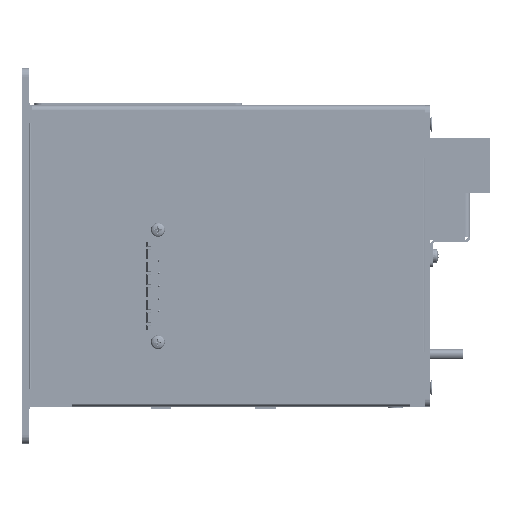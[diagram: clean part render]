
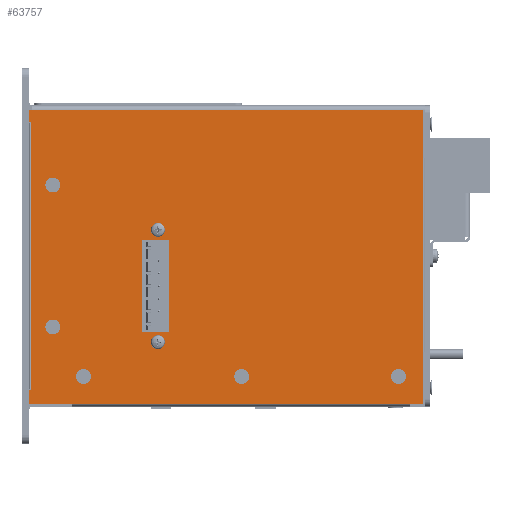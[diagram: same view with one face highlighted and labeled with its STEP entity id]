
A CAD part, left-side view. The second image highlights one B-rep face of the part: STEP entity #63757.
In plain terms, the highlighted planar face has unit normal (-1, 0, 0).
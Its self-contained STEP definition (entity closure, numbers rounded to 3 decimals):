
#3401=FACE_BOUND('',#9595,.T.);
#3402=FACE_BOUND('',#9596,.T.);
#3403=FACE_BOUND('',#9597,.T.);
#3404=FACE_BOUND('',#9598,.T.);
#3405=FACE_BOUND('',#9599,.T.);
#3406=FACE_BOUND('',#9600,.T.);
#3407=FACE_BOUND('',#9601,.T.);
#3408=FACE_BOUND('',#9602,.T.);
#4090=CIRCLE('',#68029,2.55);
#4091=CIRCLE('',#68030,2.55);
#4092=CIRCLE('',#68031,2.55);
#4093=CIRCLE('',#68032,1.75);
#4094=CIRCLE('',#68033,1.75);
#4095=CIRCLE('',#68034,2.55);
#4096=CIRCLE('',#68035,2.55);
#6003=FACE_OUTER_BOUND('',#9594,.T.);
#9594=EDGE_LOOP('',(#42730,#42731,#42732,#42733,#42734,#42735,#42736,#42737,
#42738));
#9595=EDGE_LOOP('',(#42739));
#9596=EDGE_LOOP('',(#42740));
#9597=EDGE_LOOP('',(#42741));
#9598=EDGE_LOOP('',(#42742));
#9599=EDGE_LOOP('',(#42743));
#9600=EDGE_LOOP('',(#42744,#42745,#42746,#42747));
#9601=EDGE_LOOP('',(#42748));
#9602=EDGE_LOOP('',(#42749));
#13874=LINE('',#92379,#20818);
#13883=LINE('',#92397,#20827);
#13886=LINE('',#92403,#20830);
#13888=LINE('',#92407,#20832);
#13889=LINE('',#92409,#20833);
#13890=LINE('',#92411,#20834);
#13891=LINE('',#92413,#20835);
#13892=LINE('',#92415,#20836);
#13893=LINE('',#92416,#20837);
#13894=LINE('',#92429,#20838);
#13895=LINE('',#92431,#20839);
#13896=LINE('',#92433,#20840);
#13897=LINE('',#92434,#20841);
#20818=VECTOR('',#73834,10.);
#20827=VECTOR('',#73849,10.);
#20830=VECTOR('',#73854,10.);
#20832=VECTOR('',#73858,1.44);
#20833=VECTOR('',#73859,10.);
#20834=VECTOR('',#73860,10.);
#20835=VECTOR('',#73861,10.);
#20836=VECTOR('',#73862,10.);
#20837=VECTOR('',#73863,1.44);
#20838=VECTOR('',#73874,10.);
#20839=VECTOR('',#73875,10.);
#20840=VECTOR('',#73876,10.);
#20841=VECTOR('',#73877,10.);
#27762=VERTEX_POINT('',#92376);
#27763=VERTEX_POINT('',#92378);
#27769=VERTEX_POINT('',#92396);
#27771=VERTEX_POINT('',#92402);
#27772=VERTEX_POINT('',#92406);
#27773=VERTEX_POINT('',#92408);
#27774=VERTEX_POINT('',#92410);
#27775=VERTEX_POINT('',#92412);
#27776=VERTEX_POINT('',#92414);
#27777=VERTEX_POINT('',#92417);
#27778=VERTEX_POINT('',#92419);
#27779=VERTEX_POINT('',#92421);
#27780=VERTEX_POINT('',#92423);
#27781=VERTEX_POINT('',#92425);
#27782=VERTEX_POINT('',#92427);
#27783=VERTEX_POINT('',#92428);
#27784=VERTEX_POINT('',#92430);
#27785=VERTEX_POINT('',#92432);
#27786=VERTEX_POINT('',#92435);
#27787=VERTEX_POINT('',#92437);
#33593=EDGE_CURVE('',#27763,#27762,#13874,.T.);
#33602=EDGE_CURVE('',#27769,#27763,#13883,.T.);
#33605=EDGE_CURVE('',#27771,#27769,#13886,.T.);
#33607=EDGE_CURVE('',#27772,#27762,#13888,.T.);
#33608=EDGE_CURVE('',#27773,#27772,#13889,.T.);
#33609=EDGE_CURVE('',#27774,#27773,#13890,.T.);
#33610=EDGE_CURVE('',#27774,#27775,#13891,.T.);
#33611=EDGE_CURVE('',#27775,#27776,#13892,.T.);
#33612=EDGE_CURVE('',#27771,#27776,#13893,.T.);
#33613=EDGE_CURVE('',#27777,#27777,#4090,.T.);
#33614=EDGE_CURVE('',#27778,#27778,#4091,.T.);
#33615=EDGE_CURVE('',#27779,#27779,#4092,.T.);
#33616=EDGE_CURVE('',#27780,#27780,#4093,.T.);
#33617=EDGE_CURVE('',#27781,#27781,#4094,.T.);
#33618=EDGE_CURVE('',#27782,#27783,#13894,.T.);
#33619=EDGE_CURVE('',#27783,#27784,#13895,.T.);
#33620=EDGE_CURVE('',#27784,#27785,#13896,.T.);
#33621=EDGE_CURVE('',#27785,#27782,#13897,.T.);
#33622=EDGE_CURVE('',#27786,#27786,#4095,.T.);
#33623=EDGE_CURVE('',#27787,#27787,#4096,.T.);
#42730=ORIENTED_EDGE('',*,*,#33605,.T.);
#42731=ORIENTED_EDGE('',*,*,#33602,.T.);
#42732=ORIENTED_EDGE('',*,*,#33593,.T.);
#42733=ORIENTED_EDGE('',*,*,#33607,.F.);
#42734=ORIENTED_EDGE('',*,*,#33608,.F.);
#42735=ORIENTED_EDGE('',*,*,#33609,.F.);
#42736=ORIENTED_EDGE('',*,*,#33610,.T.);
#42737=ORIENTED_EDGE('',*,*,#33611,.T.);
#42738=ORIENTED_EDGE('',*,*,#33612,.F.);
#42739=ORIENTED_EDGE('',*,*,#33613,.F.);
#42740=ORIENTED_EDGE('',*,*,#33614,.F.);
#42741=ORIENTED_EDGE('',*,*,#33615,.F.);
#42742=ORIENTED_EDGE('',*,*,#33616,.T.);
#42743=ORIENTED_EDGE('',*,*,#33617,.T.);
#42744=ORIENTED_EDGE('',*,*,#33618,.T.);
#42745=ORIENTED_EDGE('',*,*,#33619,.T.);
#42746=ORIENTED_EDGE('',*,*,#33620,.T.);
#42747=ORIENTED_EDGE('',*,*,#33621,.T.);
#42748=ORIENTED_EDGE('',*,*,#33622,.F.);
#42749=ORIENTED_EDGE('',*,*,#33623,.F.);
#60950=PLANE('',#68028);
#63757=ADVANCED_FACE('',(#6003,#3401,#3402,#3403,#3404,#3405,#3406,#3407,
#3408),#60950,.T.);
#68028=AXIS2_PLACEMENT_3D('',#92405,#73856,#73857);
#68029=AXIS2_PLACEMENT_3D('',#92418,#73864,#73865);
#68030=AXIS2_PLACEMENT_3D('',#92420,#73866,#73867);
#68031=AXIS2_PLACEMENT_3D('',#92422,#73868,#73869);
#68032=AXIS2_PLACEMENT_3D('',#92424,#73870,#73871);
#68033=AXIS2_PLACEMENT_3D('',#92426,#73872,#73873);
#68034=AXIS2_PLACEMENT_3D('',#92436,#73878,#73879);
#68035=AXIS2_PLACEMENT_3D('',#92438,#73880,#73881);
#73834=DIRECTION('',(0.,1.,0.));
#73849=DIRECTION('',(0.,0.,-1.));
#73854=DIRECTION('',(0.,-1.,0.));
#73856=DIRECTION('center_axis',(-1.,0.,0.));
#73857=DIRECTION('ref_axis',(0.,0.,
1.));
#73858=DIRECTION('',(0.,0.,1.));
#73859=DIRECTION('',(0.,1.,0.));
#73860=DIRECTION('',(0.,0.,-1.));
#73861=DIRECTION('',(0.,1.,0.));
#73862=DIRECTION('',(0.,1.,0.));
#73863=DIRECTION('',(0.,0.,1.));
#73864=DIRECTION('center_axis',(-1.,0.,0.));
#73865=DIRECTION('ref_axis',(0.,0.,
-1.));
#73866=DIRECTION('center_axis',(-1.,0.,0.));
#73867=DIRECTION('ref_axis',(0.,0.,
-1.));
#73868=DIRECTION('center_axis',(-1.,0.,0.));
#73869=DIRECTION('ref_axis',(0.,0.,
-1.));
#73870=DIRECTION('center_axis',(1.,0.,0.));
#73871=DIRECTION('ref_axis',(0.,0.,-1.));
#73872=DIRECTION('center_axis',(1.,0.,0.));
#73873=DIRECTION('ref_axis',(0.,0.,-1.));
#73874=DIRECTION('',(0.,0.,-1.));
#73875=DIRECTION('',(0.,1.,0.));
#73876=DIRECTION('',(0.,0.,1.));
#73877=DIRECTION('',(0.,-1.,0.));
#73878=DIRECTION('center_axis',(-1.,0.,0.));
#73879=DIRECTION('ref_axis',(0.,0.,
-1.));
#73880=DIRECTION('center_axis',(-1.,0.,0.));
#73881=DIRECTION('ref_axis',(0.,0.,
-1.));
#92376=CARTESIAN_POINT('',(0.,160.,-113.5));
#92378=CARTESIAN_POINT('',(0.,158.5,-113.5));
#92379=CARTESIAN_POINT('',(0.,119.5,-113.5));
#92396=CARTESIAN_POINT('',(0.,158.5,-5.5));
#92397=CARTESIAN_POINT('',(0.,158.5,-32.185));
#92402=CARTESIAN_POINT('',(0.,160.,-5.5));
#92403=CARTESIAN_POINT('',(0.,120.25,-5.5));
#92405=CARTESIAN_POINT('Origin',(0.,80.5,
-58.869));
#92406=CARTESIAN_POINT('',(0.,160.,-119.));
#92407=CARTESIAN_POINT('',(0.,160.,3.524));
#92408=CARTESIAN_POINT('',(0.,1.,-119.));
#92409=CARTESIAN_POINT('',(0.,1.,-119.));
#92410=CARTESIAN_POINT('',(0.,1.,-1.));
#92411=CARTESIAN_POINT('',(0.,1.,-1.));
#92412=CARTESIAN_POINT('',(0.,158.,-1.));
#92413=CARTESIAN_POINT('',(0.,80.5,-1.));
#92414=CARTESIAN_POINT('',(0.,160.,-1.));
#92415=CARTESIAN_POINT('',(0.,80.5,-1.));
#92416=CARTESIAN_POINT('',(0.,160.,3.524));
#92417=CARTESIAN_POINT('',(0.,149.6,-28.45));
#92418=CARTESIAN_POINT('Origin',(0.,149.6,-31.));
#92419=CARTESIAN_POINT('',(0.,10.709,-105.375));
#92420=CARTESIAN_POINT('Origin',(0.,10.709,
-107.925));
#92421=CARTESIAN_POINT('',(0.,137.291,-105.375));
#92422=CARTESIAN_POINT('Origin',(0.,137.291,
-107.925));
#92423=CARTESIAN_POINT('',(0.,107.426,-92.385));
#92424=CARTESIAN_POINT('Origin',(0.,107.426,
-94.135));
#92425=CARTESIAN_POINT('',(0.,107.4,-47.285));
#92426=CARTESIAN_POINT('Origin',(0.,107.4,
-49.035));
#92427=CARTESIAN_POINT('',(0.,103.1,-53.135));
#92428=CARTESIAN_POINT('',(0.,103.1,-90.035));
#92429=CARTESIAN_POINT('',(0.,103.1,-56.502));
#92430=CARTESIAN_POINT('',(0.,113.6,-90.035));
#92431=CARTESIAN_POINT('',(0.,91.8,-90.035));
#92432=CARTESIAN_POINT('',(0.,113.6,-53.135));
#92433=CARTESIAN_POINT('',(0.,113.6,-74.952));
#92434=CARTESIAN_POINT('',(0.,97.05,-53.135));
#92435=CARTESIAN_POINT('',(0.,73.75,-105.375));
#92436=CARTESIAN_POINT('Origin',(0.,73.75,
-107.925));
#92437=CARTESIAN_POINT('',(0.,149.6,-85.45));
#92438=CARTESIAN_POINT('Origin',(0.,149.6,-88.));
